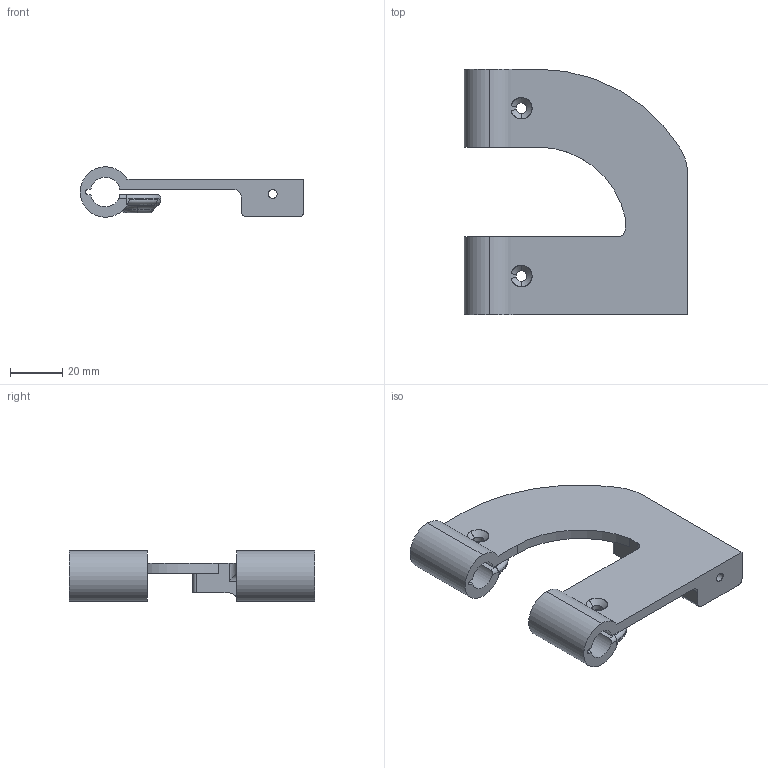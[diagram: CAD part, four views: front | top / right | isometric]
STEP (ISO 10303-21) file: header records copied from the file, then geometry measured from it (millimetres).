
FILE_DESCRIPTION (( 'STEP AP214' ), '1' );
FILE_NAME ('LED mount Top R.STEP', '2024-04-24T12:57:42', ( '' ), ( '' ), 'SwSTEP 2.0', 'SolidWorks 2024', '' );
FILE_SCHEMA (( 'AUTOMOTIVE_DESIGN' ));
Length unit declared in the file: millimetre
Products named in the file (1): LED mount Top R
Bounding box: 86.01 x 94.5 x 19.4 mm (x, y, z)
Volume: 36030.8 mm3; surface area: 21333.7 mm2
Topology: 1 solids, 1 shells, 124 faces, 336 edges, 210 vertices
Faces by surface type: cylinder 53, plane 33, torus 22, bspline 16
Entity records: 6985 total; most frequent: CARTESIAN_POINT 3909, ORIENTED_EDGE 666, DIRECTION 637, EDGE_CURVE 333, AXIS2_PLACEMENT_3D 256, VERTEX_POINT 210, CIRCLE 147, EDGE_LOOP 133
